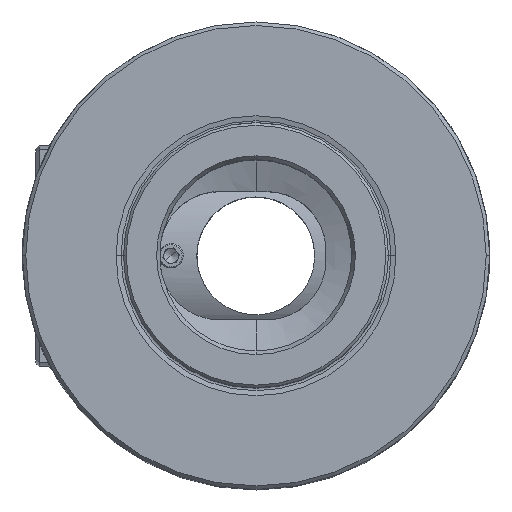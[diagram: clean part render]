
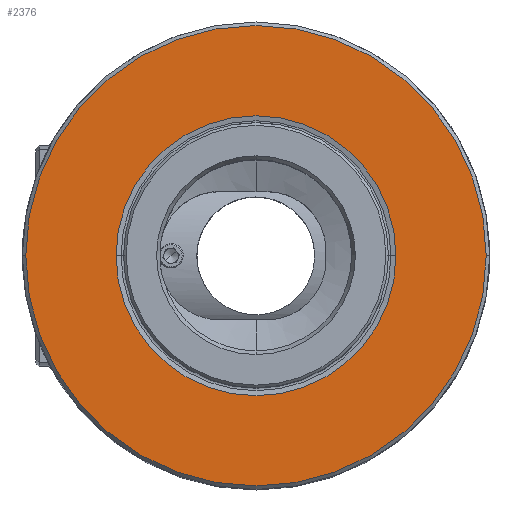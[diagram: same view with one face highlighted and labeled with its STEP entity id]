
A CAD part, top view. The second image highlights one B-rep face of the part: STEP entity #2376.
In plain terms, the highlighted planar face has unit normal (0, 0, 1).
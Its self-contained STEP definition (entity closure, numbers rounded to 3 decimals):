
#1768=VERTEX_POINT('NONE',#4478);
#1910=VERTEX_POINT('NONE',#4642);
#2148=VERTEX_POINT('NONE',#4908);
#2376=ADVANCED_FACE('NONE',(#5170,#5171),#5172,.T.);
#2400=EDGE_CURVE('NONE',#3196,#2148,#5199,.T.);
#3196=VERTEX_POINT('NONE',#6075);
#3220=EDGE_CURVE('NONE',#1910,#1768,#6100,.T.);
#3552=EDGE_CURVE('NONE',#1768,#1910,#6458,.T.);
#3938=EDGE_CURVE('NONE',#2148,#3196,#6888,.T.);
#4478=CARTESIAN_POINT('',(-19.012,0.,0.0));
#4642=CARTESIAN_POINT('',(19.012,0.,0.0));
#4908=CARTESIAN_POINT('',(-31.275,0.,0.0));
#5170=FACE_OUTER_BOUND('',#9358,.T.);
#5171=FACE_BOUND('',#9359,.T.);
#5172=PLANE('',#9360);
#5199=CIRCLE('',#9412,31.275);
#6075=CARTESIAN_POINT('',(31.275,0.,0.0));
#6100=CIRCLE('',#11334,19.012);
#6458=CIRCLE('',#12025,19.012);
#6888=CIRCLE('',#12899,31.275);
#9358=EDGE_LOOP('',(#14394,#14395));
#9359=EDGE_LOOP('',(#14396,#14397));
#9360=AXIS2_PLACEMENT_3D('',#14398,#14399,#14400);
#9412=AXIS2_PLACEMENT_3D('',#14432,#14433,#14434);
#11334=AXIS2_PLACEMENT_3D('',#15382,#15383,#15384);
#12025=AXIS2_PLACEMENT_3D('',#15724,#15725,#15726);
#12899=AXIS2_PLACEMENT_3D('',#16229,#16230,#16231);
#14394=ORIENTED_EDGE('',*,*,#3938,.F.);
#14395=ORIENTED_EDGE('',*,*,#2400,.F.);
#14396=ORIENTED_EDGE('',*,*,#3220,.F.);
#14397=ORIENTED_EDGE('',*,*,#3552,.F.);
#14398=CARTESIAN_POINT('',(-18.0,0.0,0.0));
#14399=DIRECTION('',(0.0,-0.0,1.0));
#14400=DIRECTION('',(0.0,1.0,0.0));
#14432=CARTESIAN_POINT('',(0.0,0.0,0.0));
#14433=DIRECTION('',(0.0,0.0,-1.0));
#14434=DIRECTION('',(0.0,1.0,0.0));
#15382=CARTESIAN_POINT('',(0.0,0.0,0.0));
#15383=DIRECTION('',(0.0,-0.0,1.0));
#15384=DIRECTION('',(0.0,1.0,0.0));
#15724=CARTESIAN_POINT('',(0.0,0.0,0.0));
#15725=DIRECTION('',(0.0,-0.0,1.0));
#15726=DIRECTION('',(0.0,1.0,0.0));
#16229=CARTESIAN_POINT('',(0.0,0.0,0.0));
#16230=DIRECTION('',(0.0,0.0,-1.0));
#16231=DIRECTION('',(0.0,1.0,0.0));
